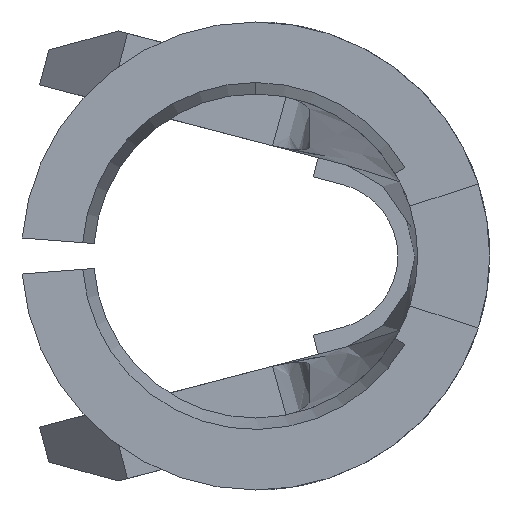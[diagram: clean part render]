
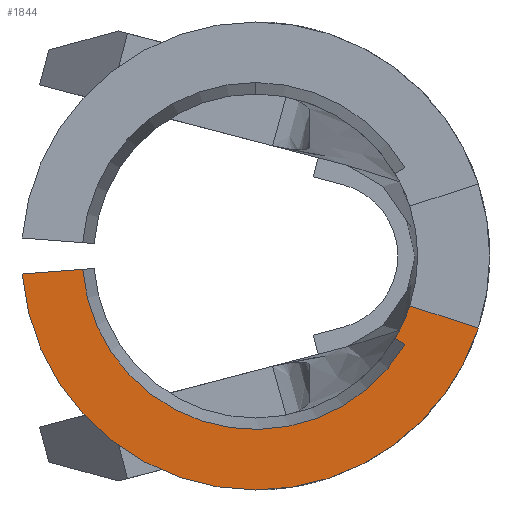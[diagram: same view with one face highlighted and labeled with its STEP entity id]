
A CAD part, left-side view. The second image highlights one B-rep face of the part: STEP entity #1844.
In plain terms, the highlighted planar face has unit normal (-1, 0, 0).
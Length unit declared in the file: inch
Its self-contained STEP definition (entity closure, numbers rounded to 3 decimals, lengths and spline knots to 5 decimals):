
#34 = CARTESIAN_POINT ( 'NONE',  ( 0., -0.04282, -0.01385 ) ) ;
#271 = VECTOR ( 'NONE', #1300, 39.37008 ) ;
#283 = ORIENTED_EDGE ( 'NONE', *, *, #1893, .F. ) ;
#353 = VERTEX_POINT ( 'NONE', #34 ) ;
#378 = ORIENTED_EDGE ( 'NONE', *, *, #2376, .F. ) ;
#420 = VERTEX_POINT ( 'NONE', #3361 ) ;
#453 = CARTESIAN_POINT ( 'NONE',  ( 0., 0., 0. ) ) ;
#516 = CARTESIAN_POINT ( 'NONE',  ( 0., 0., 0. ) ) ;
#551 = VECTOR ( 'NONE', #3700, 39.37008 ) ;
#821 = DIRECTION ( 'NONE',  ( 0., 0., -1. ) ) ;
#891 = DIRECTION ( 'NONE',  ( 0., 0., -1. ) ) ;
#917 = CARTESIAN_POINT ( 'NONE',  ( 0., -0.04148, -0.02452 ) ) ;
#947 = VERTEX_POINT ( 'NONE', #2966 ) ;
#1009 = CARTESIAN_POINT ( 'NONE',  ( 0., 0.04487, -0.00346 ) ) ;
#1018 = CIRCLE ( 'NONE', #4354, 0.04819 ) ;
#1026 = ORIENTED_EDGE ( 'NONE', *, *, #2198, .T. ) ;
#1300 = DIRECTION ( 'NONE',  ( 0., 0.861, 0.509 ) ) ;
#1544 = CIRCLE ( 'NONE', #3112, 0.045 ) ;
#1613 = CARTESIAN_POINT ( 'NONE',  ( 0., 0., 0. ) ) ;
#1680 = EDGE_LOOP ( 'NONE', ( #1913, #1026, #3697, #283, #3071, #378, #2324 ) ) ;
#1730 = DIRECTION ( 'NONE',  ( 1., 0., 0. ) ) ;
#1792 = LINE ( 'NONE', #1009, #4114 ) ;
#1844 = ADVANCED_FACE ( 'NONE', ( #2162 ), #2570, .F. ) ;
#1893 = EDGE_CURVE ( 'NONE', #4107, #420, #3634, .T. ) ;
#1913 = ORIENTED_EDGE ( 'NONE', *, *, #2126, .F. ) ;
#1937 = DIRECTION ( 'NONE',  ( 1., 0., 0. ) ) ;
#1980 = DIRECTION ( 'NONE',  ( 0., 0., -1. ) ) ;
#2049 = AXIS2_PLACEMENT_3D ( 'NONE', #1613, #3861, #1980 ) ;
#2126 = EDGE_CURVE ( 'NONE', #3879, #947, #3972, .T. ) ;
#2162 = FACE_OUTER_BOUND ( 'NONE', #1680, .T. ) ;
#2198 = EDGE_CURVE ( 'NONE', #3879, #2660, #1018, .T. ) ;
#2324 = ORIENTED_EDGE ( 'NONE', *, *, #2972, .F. ) ;
#2340 = EDGE_CURVE ( 'NONE', #420, #2660, #1792, .T. ) ;
#2376 = EDGE_CURVE ( 'NONE', #353, #3025, #3392, .T. ) ;
#2427 = DIRECTION ( 'NONE',  ( 0., -0.997, 0.077 ) ) ;
#2570 = PLANE ( 'NONE',  #4307 ) ;
#2660 = VERTEX_POINT ( 'NONE', #4073 ) ;
#2814 = EDGE_CURVE ( 'NONE', #3025, #4107, #3577, .T. ) ;
#2908 = DIRECTION ( 'NONE',  ( 1., 0., 0. ) ) ;
#2959 = DIRECTION ( 'NONE',  ( -1., 0., 0. ) ) ;
#2966 = CARTESIAN_POINT ( 'NONE',  ( 0., -0.03874, -0.0229 ) ) ;
#2972 = EDGE_CURVE ( 'NONE', #947, #353, #1544, .T. ) ;
#3025 = VERTEX_POINT ( 'NONE', #3585 ) ;
#3071 = ORIENTED_EDGE ( 'NONE', *, *, #2814, .F. ) ;
#3072 = CARTESIAN_POINT ( 'NONE',  ( 0., -0.04282, -0.01385 ) ) ;
#3112 = AXIS2_PLACEMENT_3D ( 'NONE', #516, #2959, #891 ) ;
#3361 = CARTESIAN_POINT ( 'NONE',  ( 0., 0.06481, -0.005 ) ) ;
#3374 = CARTESIAN_POINT ( 'NONE',  ( 0., 0., -0.065 ) ) ;
#3392 = LINE ( 'NONE', #3072, #551 ) ;
#3504 = CARTESIAN_POINT ( 'NONE',  ( 0., 0., 0. ) ) ;
#3577 = CIRCLE ( 'NONE', #3799, 0.065 ) ;
#3585 = CARTESIAN_POINT ( 'NONE',  ( 0., -0.06185, -0.02 ) ) ;
#3634 = CIRCLE ( 'NONE', #2049, 0.065 ) ;
#3644 = CARTESIAN_POINT ( 'NONE',  ( 0., 0., 0. ) ) ;
#3697 = ORIENTED_EDGE ( 'NONE', *, *, #2340, .F. ) ;
#3700 = DIRECTION ( 'NONE',  ( 0., -0.951, -0.308 ) ) ;
#3799 = AXIS2_PLACEMENT_3D ( 'NONE', #453, #2908, #821 ) ;
#3861 = DIRECTION ( 'NONE',  ( 1., 0., 0. ) ) ;
#3879 = VERTEX_POINT ( 'NONE', #3903 ) ;
#3903 = CARTESIAN_POINT ( 'NONE',  ( 0., -0.04148, -0.02452 ) ) ;
#3952 = DIRECTION ( 'NONE',  ( 0., 0., -1. ) ) ;
#3972 = LINE ( 'NONE', #917, #271 ) ;
#4073 = CARTESIAN_POINT ( 'NONE',  ( 0., 0.04805, -0.00371 ) ) ;
#4107 = VERTEX_POINT ( 'NONE', #3374 ) ;
#4114 = VECTOR ( 'NONE', #2427, 39.37008 ) ;
#4132 = DIRECTION ( 'NONE',  ( 0., 0., -1. ) ) ;
#4307 = AXIS2_PLACEMENT_3D ( 'NONE', #3504, #1937, #4132 ) ;
#4354 = AXIS2_PLACEMENT_3D ( 'NONE', #3644, #1730, #3952 ) ;
